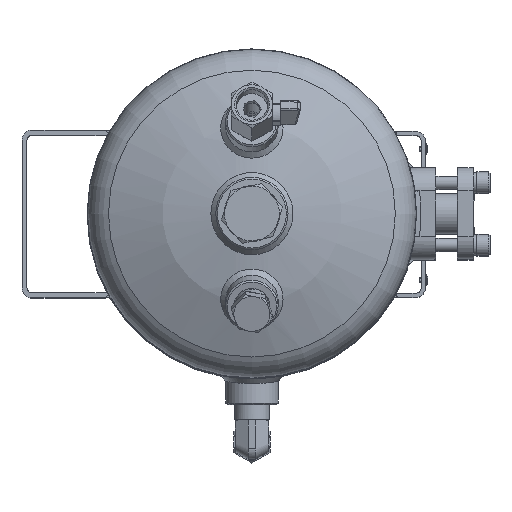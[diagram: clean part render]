
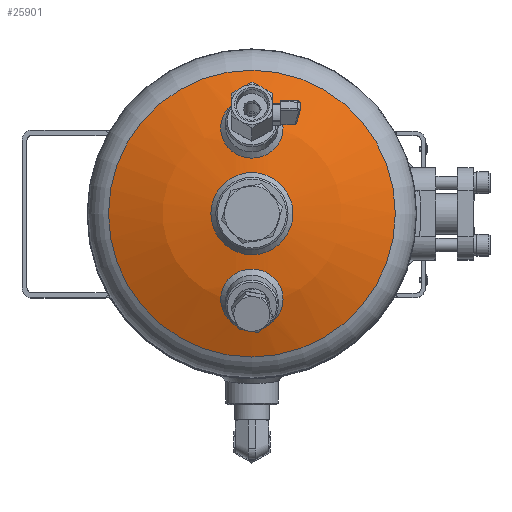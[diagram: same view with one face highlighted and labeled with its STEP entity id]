
A CAD part, top view. The second image highlights one B-rep face of the part: STEP entity #25901.
In plain terms, the highlighted spherical face has radius 202.3 mm.
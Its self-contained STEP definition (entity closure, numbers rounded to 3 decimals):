
#235=SPHERICAL_SURFACE('',#31721,202.3);
#4830=CIRCLE('',#31716,15.);
#4834=CIRCLE('',#31722,15.);
#4835=CIRCLE('',#31723,87.326);
#4836=CIRCLE('',#31724,20.);
#5844=ORIENTED_EDGE('',*,*,#13208,.T.);
#5845=ORIENTED_EDGE('',*,*,#13212,.T.);
#5846=ORIENTED_EDGE('',*,*,#13213,.F.);
#5847=ORIENTED_EDGE('',*,*,#13214,.F.);
#13208=EDGE_CURVE('',#16955,#16955,#4830,.T.);
#13212=EDGE_CURVE('',#16959,#16959,#4834,.T.);
#13213=EDGE_CURVE('',#16960,#16960,#4835,.T.);
#13214=EDGE_CURVE('',#16961,#16961,#4836,.F.);
#16955=VERTEX_POINT('',#40177);
#16959=VERTEX_POINT('',#40187);
#16960=VERTEX_POINT('',#40189);
#16961=VERTEX_POINT('',#40191);
#21278=EDGE_LOOP('',(#5844));
#21279=EDGE_LOOP('',(#5845));
#21280=EDGE_LOOP('',(#5846));
#21281=EDGE_LOOP('',(#5847));
#23433=FACE_BOUND('',#21278,.T.);
#23434=FACE_BOUND('',#21279,.T.);
#23435=FACE_BOUND('',#21280,.T.);
#23436=FACE_BOUND('',#21281,.T.);
#25901=ADVANCED_FACE('',(#23433,#23434,#23435,#23436),#235,.T.);
#31716=AXIS2_PLACEMENT_3D('',#40176,#34188,#34189);
#31721=AXIS2_PLACEMENT_3D('',#40185,#34198,#34199);
#31722=AXIS2_PLACEMENT_3D('',#40186,#34200,#34201);
#31723=AXIS2_PLACEMENT_3D('',#40188,#34202,#34203);
#31724=AXIS2_PLACEMENT_3D('',#40190,#34204,#34205);
#34188=DIRECTION('',(0.259,0.,-0.966));
#34189=DIRECTION('',(0.966,0.,0.259));
#34198=DIRECTION('',(0.,0.,-1.));
#34199=DIRECTION('',(1.,0.,0.));
#34200=DIRECTION('',(-0.259,0.,-0.966));
#34201=DIRECTION('',(-0.966,0.,0.259));
#34202=DIRECTION('',(0.,0.,-1.));
#34203=DIRECTION('',(-1.,0.,0.));
#34204=DIRECTION('',(0.,0.,-1.));
#34205=DIRECTION('',(-1.,0.,0.));
#40176=CARTESIAN_POINT('',(-52.215,0.,46.028));
#40177=CARTESIAN_POINT('',(-37.726,0.,49.911));
#40185=CARTESIAN_POINT('',(0.,0.,-148.841));
#40186=CARTESIAN_POINT('',(52.215,0.,46.028));
#40187=CARTESIAN_POINT('',(37.726,0.,49.911));
#40188=CARTESIAN_POINT('',(0.,0.,33.641));
#40189=CARTESIAN_POINT('',(-87.326,0.,33.641));
#40190=CARTESIAN_POINT('',(0.,0.,52.468));
#40191=CARTESIAN_POINT('',(-20.,0.,52.468));
